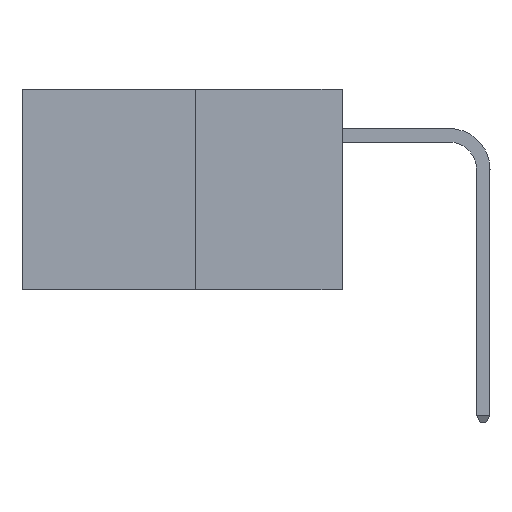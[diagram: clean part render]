
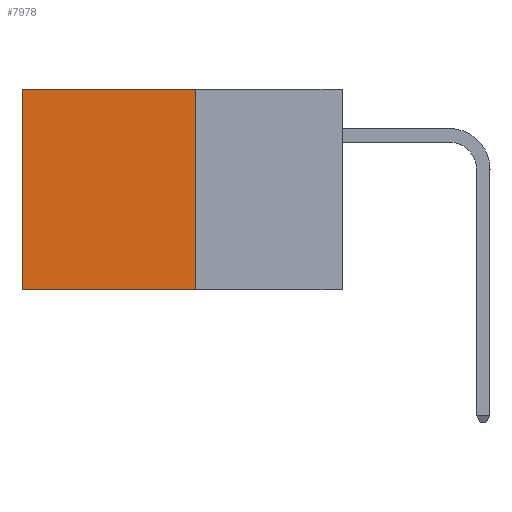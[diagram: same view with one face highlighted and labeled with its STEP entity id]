
A CAD part, left-side view. The second image highlights one B-rep face of the part: STEP entity #7978.
In plain terms, the highlighted planar face has unit normal (-1, 0, 0).
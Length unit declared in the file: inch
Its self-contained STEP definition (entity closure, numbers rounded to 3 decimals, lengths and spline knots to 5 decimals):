
#6 = AXIS2_PLACEMENT_3D ( 'NONE', #12740, #9867, #3989 ) ;
#24 = CARTESIAN_POINT ( 'NONE',  ( 0.277, 0.27, 0. ) ) ;
#886 = ORIENTED_EDGE ( 'NONE', *, *, #3999, .F. ) ;
#920 = LINE ( 'NONE', #1100, #6023 ) ;
#1100 = CARTESIAN_POINT ( 'NONE',  ( 0.277, 0.59, -0.37 ) ) ;
#1149 = LINE ( 'NONE', #10298, #6233 ) ;
#1250 = CARTESIAN_POINT ( 'NONE',  ( 0.277, 0.27, -0.37 ) ) ;
#1329 = EDGE_CURVE ( 'NONE', #9066, #3219, #1149, .T. ) ;
#1362 = LINE ( 'NONE', #1250, #11568 ) ;
#1585 = ORIENTED_EDGE ( 'NONE', *, *, #9547, .T. ) ;
#2132 = EDGE_LOOP ( 'NONE', ( #1585, #11820, #886, #6674 ) ) ;
#2996 = VECTOR ( 'NONE', #11928, 39.37008 ) ;
#3219 = VERTEX_POINT ( 'NONE', #5405 ) ;
#3989 = DIRECTION ( 'NONE',  ( 0., 0., -1. ) ) ;
#3999 = EDGE_CURVE ( 'NONE', #9598, #9066, #1362, .T. ) ;
#4804 = FACE_OUTER_BOUND ( 'NONE', #2132, .T. ) ;
#5379 = LINE ( 'NONE', #24, #2996 ) ;
#5405 = CARTESIAN_POINT ( 'NONE',  ( 0.277, 0.59, -0.37 ) ) ;
#5429 = CARTESIAN_POINT ( 'NONE',  ( 0.277, 0.27, -0.37 ) ) ;
#6023 = VECTOR ( 'NONE', #7170, 39.37008 ) ;
#6233 = VECTOR ( 'NONE', #10238, 39.37008 ) ;
#6234 = EDGE_CURVE ( 'NONE', #9598, #10034, #5379, .T. ) ;
#6289 = CARTESIAN_POINT ( 'NONE',  ( 0.277, 0.27, 0. ) ) ;
#6674 = ORIENTED_EDGE ( 'NONE', *, *, #6234, .T. ) ;
#7158 = CARTESIAN_POINT ( 'NONE',  ( 0.277, 0.59, 0. ) ) ;
#7170 = DIRECTION ( 'NONE',  ( 0., 0., -1. ) ) ;
#7978 = ADVANCED_FACE ( 'NONE', ( #4804 ), #8898, .F. ) ;
#8898 = PLANE ( 'NONE',  #6 ) ;
#9066 = VERTEX_POINT ( 'NONE', #5429 ) ;
#9547 = EDGE_CURVE ( 'NONE', #10034, #3219, #920, .T. ) ;
#9598 = VERTEX_POINT ( 'NONE', #6289 ) ;
#9867 = DIRECTION ( 'NONE',  ( 1., 0., 0. ) ) ;
#10034 = VERTEX_POINT ( 'NONE', #7158 ) ;
#10238 = DIRECTION ( 'NONE',  ( 0., 1., 0. ) ) ;
#10298 = CARTESIAN_POINT ( 'NONE',  ( 0.277, 0.27, -0.37 ) ) ;
#11568 = VECTOR ( 'NONE', #12094, 39.37008 ) ;
#11820 = ORIENTED_EDGE ( 'NONE', *, *, #1329, .F. ) ;
#11928 = DIRECTION ( 'NONE',  ( 0., 1., 0. ) ) ;
#12094 = DIRECTION ( 'NONE',  ( 0., 0., -1. ) ) ;
#12740 = CARTESIAN_POINT ( 'NONE',  ( 0.277, 0.27, -0.37 ) ) ;
